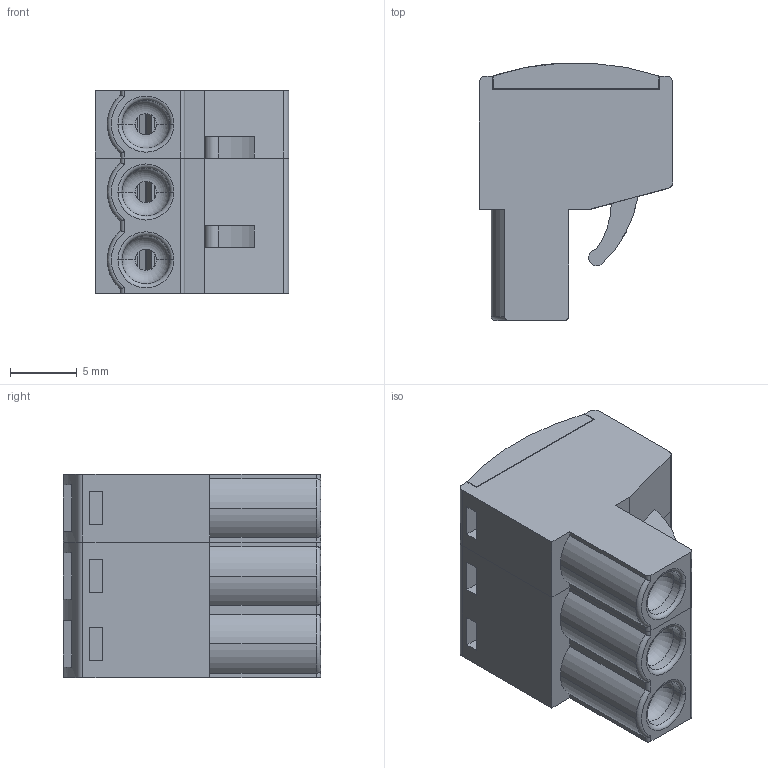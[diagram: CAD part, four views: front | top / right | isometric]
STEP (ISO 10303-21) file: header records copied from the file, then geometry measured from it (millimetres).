
FILE_DESCRIPTION (( 'STEP AP214' ), '1' );
FILE_NAME ('49003_S.step', '2014-05-29T14:36:14', ( '' ), ( '' ), 'SwSTEP 2.0', 'SolidWorks 2013', '' );
FILE_SCHEMA (( 'AUTOMOTIVE_DESIGN' ));
Length unit declared in the file: millimetre
Products named in the file (3): 49003_S; 49001_S; 49002_S
Assembly tree (2 placements, depth 2):
  49003_S
    49002_S
    49001_S
Bounding box: 14.5 x 19.26 x 15.24 mm (x, y, z)
Volume: 2621 mm3; surface area: 2479.6 mm2
Topology: 2 solids, 2 shells, 263 faces, 675 edges, 426 vertices
Faces by surface type: plane 181, cylinder 67, torus 15
Entity records: 10058 total; most frequent: CARTESIAN_POINT 1471, DIRECTION 1372, ORIENTED_EDGE 1350, EDGE_CURVE 675, AXIS2_PLACEMENT_3D 459, LINE 454, VECTOR 454, VERTEX_POINT 426
